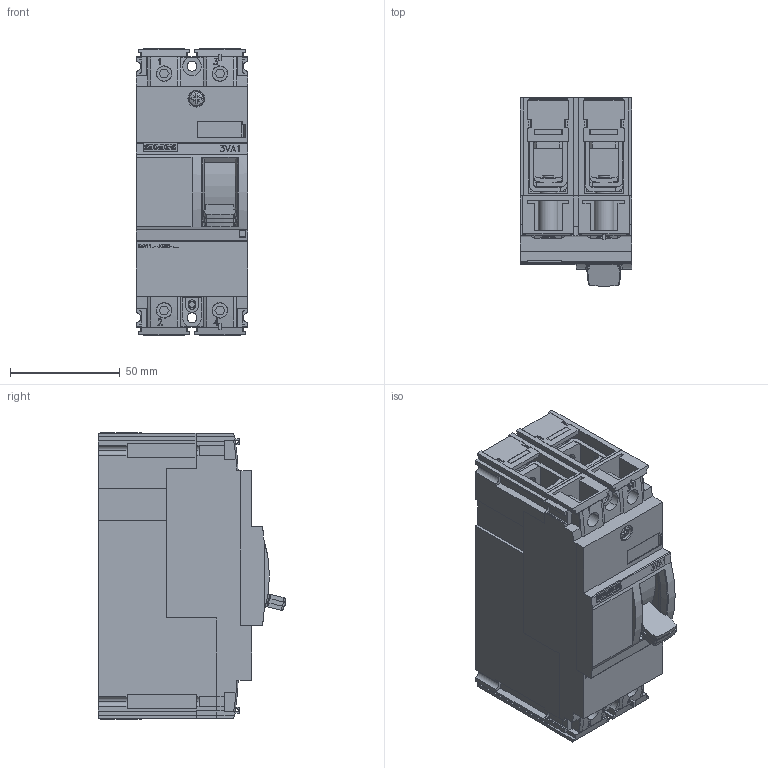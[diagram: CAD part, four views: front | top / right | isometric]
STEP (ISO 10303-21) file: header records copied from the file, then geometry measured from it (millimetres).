
FILE_DESCRIPTION(('no description'),'unknown implementation level');
FILE_NAME('3VA11xxxED26xxxx_3D_v.stp_3D_v.stp',' ',('SIEMENS A&D'),('CADClick - KiM GmbH - www.kimweb.de'),'unknown preprocess','ACIS','unknown authorization');
FILE_SCHEMA(('automotive_design'));
Length unit declared in the file: millimetre
Products named in the file (1): 3VA11..-.ED26-....
Bounding box: 50.8 x 85.56 x 130.24 mm (x, y, z)
Volume: 407156.4 mm3; surface area: 85213.2 mm2
Topology: 1 solids, 1 shells, 2223 faces, 6703 edges, 4447 vertices
Faces by surface type: plane 1723, cylinder 458, cone 26, torus 16
Entity records: 149720 total; most frequent: CARTESIAN_POINT 14820, ORIENTED_EDGE 13406, STYLED_ITEM 13374, PRESENTATION_STYLE_ASSIGNMENT 13374, COLOUR_RGB 13374, DIRECTION 12084, EDGE_CURVE 6703, CURVE_STYLE 6703
